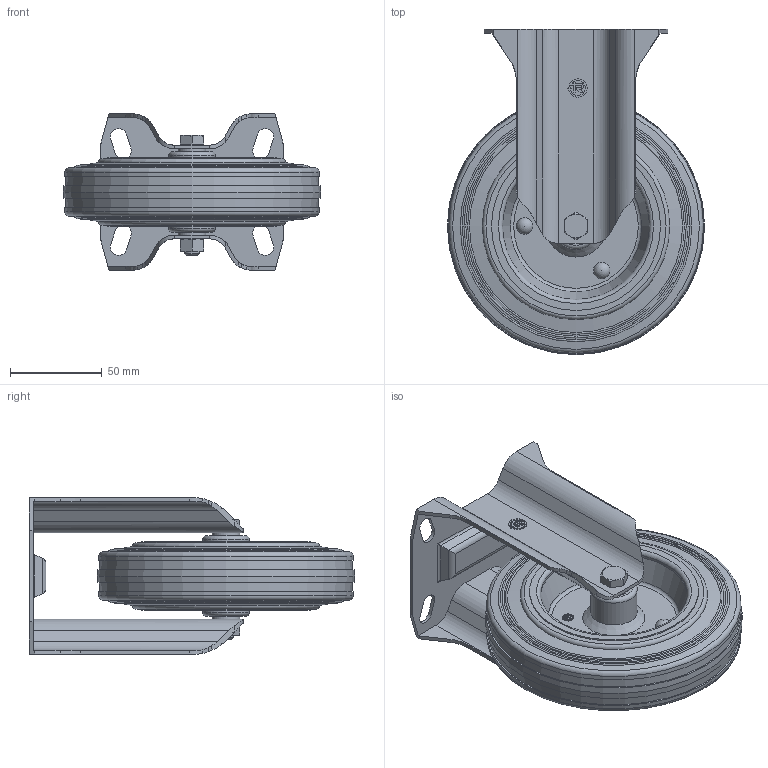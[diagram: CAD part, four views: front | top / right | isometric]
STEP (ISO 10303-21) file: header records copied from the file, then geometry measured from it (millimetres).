
FILE_DESCRIPTION( ( 'STEP AP214' ), ' ' );
FILE_NAME( '235904.stp', '2017-04-27T06:23:24', ( '' ), ( '' ), ' ', 'PARTsolutions', ' ' );
FILE_SCHEMA( ( 'AUTOMOTIVE_DESIGN { 1 0 10303 214 1 1 1 1 }' ) );
Length unit declared in the file: millimetre
Products named in the file (6): 235904; _233104; _Shaft 140-M8-40-15450; _SF/NL (140-100x85-37.5176)-b; _Nut M8(GREY); _Bolt M8-60(GREY)
Assembly tree (5 placements, depth 2):
  235904
    _233104
    _Shaft 140-M8-40-15450
    _SF/NL (140-100x85-37.5176)-b
    _Nut M8(GREY)
    _Bolt M8-60(GREY)
Bounding box: 140 x 177 x 85 mm (x, y, z)
Volume: 407380.3 mm3; surface area: 117678.7 mm2
Topology: 5 solids, 5 shells, 370 faces, 954 edges, 590 vertices
Faces by surface type: plane 211, cylinder 96, cone 39, torus 18, sphere 6
Full cylindrical faces by diameter (mm): 6.647 x1, 8 x2, 8.2 x2, 11.47 x1, 15 x1, 15.54 x2, 18 x2, 21.54 x2, 22.8 x1, 25.4 x2, 80 x2, 92 x2
Entity records: 14100 total; most frequent: CARTESIAN_POINT 2114, DIRECTION 1942, ORIENTED_EDGE 1740, EDGE_CURVE 870, AXIS2_PLACEMENT_3D 752, VERTEX_POINT 584, EDGE_LOOP 482, LINE 438
